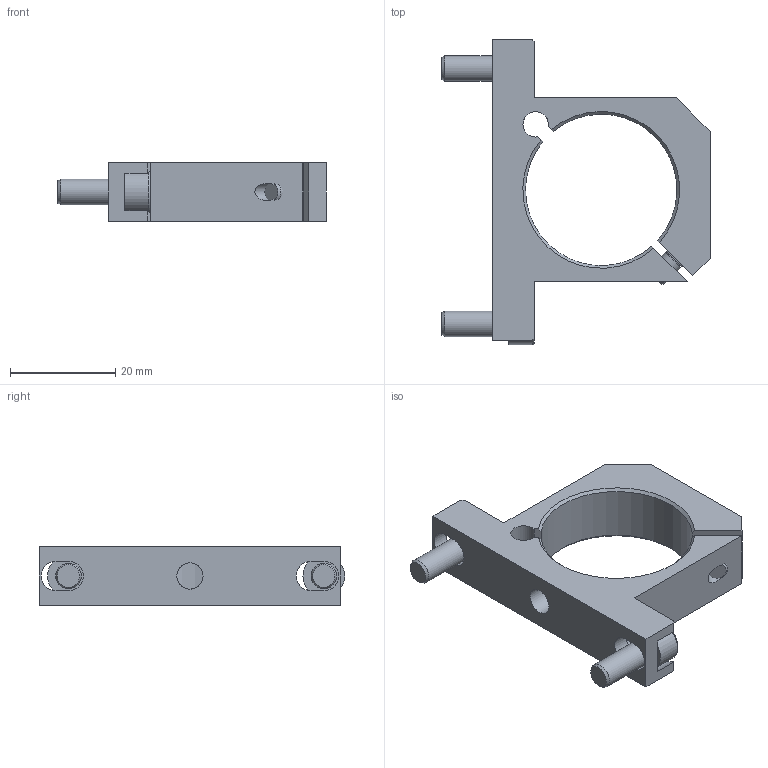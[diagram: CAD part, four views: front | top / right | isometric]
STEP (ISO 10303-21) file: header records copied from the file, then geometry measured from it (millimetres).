
FILE_DESCRIPTION((''),'2;1');
FILE_NAME('61510_0.stp','2012-06-29T12:21:21',('Cannarozzo'),(''),'Autodesk Inventor 2012','Autodesk Inventor 2012','');
FILE_SCHEMA(('AUTOMOTIVE_DESIGN { 1 0 10303 214 1 1 1 1 }'));
Length unit declared in the file: inch
Products named in the file (4): 61510; 61508; 7111; 7096
Assembly tree (4 placements, depth 2):
  61510
    61508
    7111  x2
    7096
Bounding box: 50.88 x 57.94 x 11.13 mm (x, y, z)
Volume: 9467.6 mm3; surface area: 6802.6 mm2
Topology: 4 solids, 4 shells, 107 faces, 254 edges, 168 vertices
Faces by surface type: plane 68, cylinder 29, cone 7, torus 3
Full cylindrical faces by diameter (mm): 3.302 x2, 3.962 x2, 4.166 x2, 4.826 x4, 4.902 x1, 4.978 x1, 6.858 x1, 7.925 x3
Entity records: 2712 total; most frequent: CARTESIAN_POINT 492, DIRECTION 448, ORIENTED_EDGE 404, EDGE_CURVE 202, AXIS2_PLACEMENT_3D 158, VERTEX_POINT 144, VECTOR 132, LINE 132
